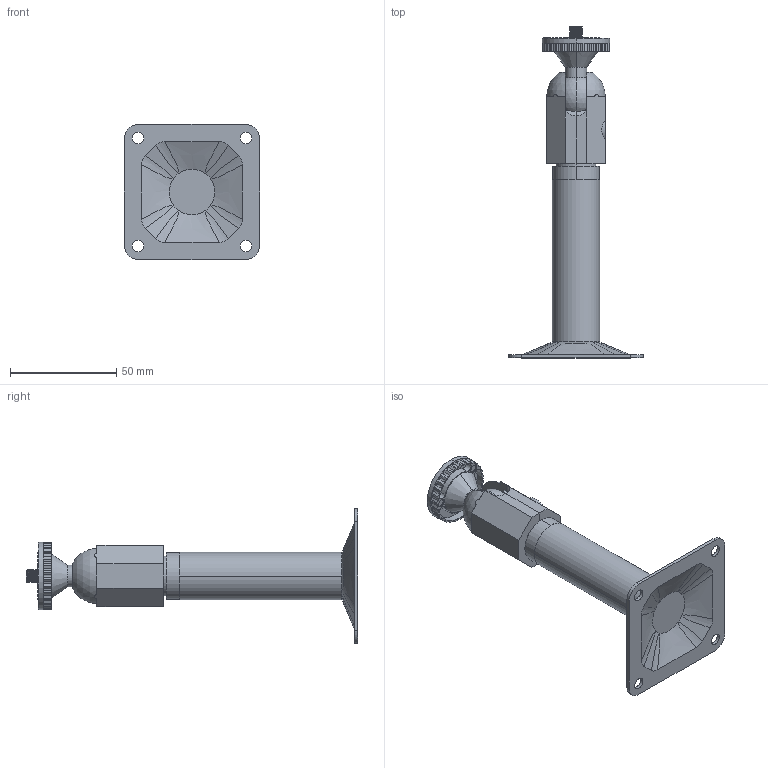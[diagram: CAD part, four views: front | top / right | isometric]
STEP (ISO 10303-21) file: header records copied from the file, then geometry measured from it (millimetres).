
FILE_DESCRIPTION((''),'2;1');
FILE_NAME('156620_ASM','2015-10-08T',('pdmadmin'),(''),'PRO/ENGINEER BY PARAMETRIC TECHNOLOGY CORPORATION, 2013230','PRO/ENGINEER BY PARAMETRIC TECHNOLOGY CORPORATION, 2013230','');
FILE_SCHEMA(('CONFIG_CONTROL_DESIGN'));
Length unit declared in the file: inch
Products named in the file (10): 71042; 71043; 71041_PRT1; 71041_PRT4; 71041_PRT5; 71041_PRT3; 71041_PRT2; FHCS_1_4-20X3_4; 71041_ASM; 156620_ASM
Assembly tree (9 placements, depth 3):
  156620_ASM
    71042
    71043
    71041_ASM
      71041_PRT1
      71041_PRT4
      71041_PRT5
      71041_PRT3
      71041_PRT2
      FHCS_1_4-20X3_4
Bounding box: 63.5 x 156.09 x 63.5 mm (x, y, z)
Volume: 63911.9 mm3; surface area: 33485 mm2
Topology: 8 solids, 11 shells, 523 faces, 1388 edges, 901 vertices
Faces by surface type: cylinder 213, plane 202, bspline 74, cone 26, sphere 8
Entity records: 25726 total; most frequent: CARTESIAN_POINT 13065, ORIENTED_EDGE 2760, DIRECTION 2343, EDGE_CURVE 1386, VERTEX_POINT 901, AXIS2_PLACEMENT_3D 819, VECTOR 705, LINE 705
